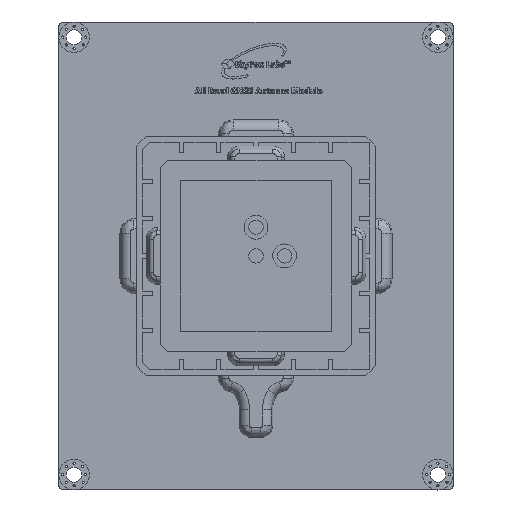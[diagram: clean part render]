
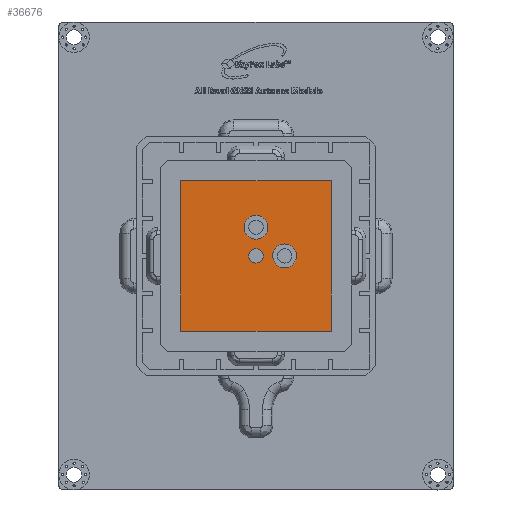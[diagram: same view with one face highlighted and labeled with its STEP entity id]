
A CAD part, top view. The second image highlights one B-rep face of the part: STEP entity #36676.
In plain terms, the highlighted face is planar.
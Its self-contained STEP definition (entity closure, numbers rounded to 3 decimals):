
#485=FACE_BOUND('',#5781,.T.);
#486=FACE_BOUND('',#5782,.T.);
#487=FACE_BOUND('',#5783,.T.);
#1933=PLANE('',#39034);
#3697=FACE_OUTER_BOUND('',#5780,.T.);
#5780=EDGE_LOOP('',(#33125,#33126,#33127,#33128));
#5781=EDGE_LOOP('',(#33129,#33130));
#5782=EDGE_LOOP('',(#33131,#33132));
#5783=EDGE_LOOP('',(#33133,#33134));
#10173=LINE('',#57538,#14811);
#10177=LINE('',#57546,#14815);
#10180=LINE('',#57552,#14818);
#10183=LINE('',#57557,#14821);
#14811=VECTOR('',#47207,1000.);
#14815=VECTOR('',#47213,1000.);
#14818=VECTOR('',#47218,1000.);
#14821=VECTOR('',#47223,1000.);
#15651=CIRCLE('',#39017,1.5);
#15652=CIRCLE('',#39018,1.5);
#15655=CIRCLE('',#39022,2.5);
#15656=CIRCLE('',#39023,2.5);
#15659=CIRCLE('',#39027,2.5);
#15660=CIRCLE('',#39028,2.5);
#18722=VERTEX_POINT('',#57510);
#18723=VERTEX_POINT('',#57512);
#18726=VERTEX_POINT('',#57520);
#18727=VERTEX_POINT('',#57522);
#18730=VERTEX_POINT('',#57530);
#18731=VERTEX_POINT('',#57532);
#18732=VERTEX_POINT('',#57536);
#18733=VERTEX_POINT('',#57537);
#18736=VERTEX_POINT('',#57545);
#18738=VERTEX_POINT('',#57551);
#23604=EDGE_CURVE('',#18722,#18723,#15651,.T.);
#23605=EDGE_CURVE('',#18723,#18722,#15652,.T.);
#23609=EDGE_CURVE('',#18726,#18727,#15655,.T.);
#23610=EDGE_CURVE('',#18727,#18726,#15656,.T.);
#23614=EDGE_CURVE('',#18730,#18731,#15659,.T.);
#23615=EDGE_CURVE('',#18731,#18730,#15660,.T.);
#23616=EDGE_CURVE('',#18732,#18733,#10173,.T.);
#23620=EDGE_CURVE('',#18736,#18732,#10177,.T.);
#23623=EDGE_CURVE('',#18738,#18736,#10180,.T.);
#23626=EDGE_CURVE('',#18733,#18738,#10183,.T.);
#33125=ORIENTED_EDGE('',*,*,#23616,.T.);
#33126=ORIENTED_EDGE('',*,*,#23626,.T.);
#33127=ORIENTED_EDGE('',*,*,#23623,.T.);
#33128=ORIENTED_EDGE('',*,*,#23620,.T.);
#33129=ORIENTED_EDGE('',*,*,#23605,.F.);
#33130=ORIENTED_EDGE('',*,*,#23604,.F.);
#33131=ORIENTED_EDGE('',*,*,#23610,.F.);
#33132=ORIENTED_EDGE('',*,*,#23609,.F.);
#33133=ORIENTED_EDGE('',*,*,#23615,.F.);
#33134=ORIENTED_EDGE('',*,*,#23614,.F.);
#36676=ADVANCED_FACE('',(#3697,#485,#486,#487),#1933,.F.);
#39017=AXIS2_PLACEMENT_3D('',#57513,#47179,#47180);
#39018=AXIS2_PLACEMENT_3D('',#57514,#47181,#47182);
#39022=AXIS2_PLACEMENT_3D('',#57523,#47190,#47191);
#39023=AXIS2_PLACEMENT_3D('',#57524,#47192,#47193);
#39027=AXIS2_PLACEMENT_3D('',#57533,#47201,#47202);
#39028=AXIS2_PLACEMENT_3D('',#57534,#47203,#47204);
#39034=AXIS2_PLACEMENT_3D('',#57560,#47227,#47228);
#47179=DIRECTION('center_axis',(0.,1.,0.));
#47180=DIRECTION('ref_axis',(0.,0.,-1.));
#47181=DIRECTION('center_axis',(0.,1.,0.));
#47182=DIRECTION('ref_axis',(0.,0.,-1.));
#47190=DIRECTION('center_axis',(0.,1.,0.));
#47191=DIRECTION('ref_axis',(0.,0.,-1.));
#47192=DIRECTION('center_axis',(0.,1.,0.));
#47193=DIRECTION('ref_axis',(0.,0.,-1.));
#47201=DIRECTION('center_axis',(0.,1.,0.));
#47202=DIRECTION('ref_axis',(0.,0.,-1.));
#47203=DIRECTION('center_axis',(0.,1.,0.));
#47204=DIRECTION('ref_axis',(0.,0.,-1.));
#47207=DIRECTION('',(0.,0.,1.));
#47213=DIRECTION('',(-1.,0.,0.));
#47218=DIRECTION('',(0.,0.,-1.));
#47223=DIRECTION('',(1.,0.,0.));
#47227=DIRECTION('center_axis',(0.,-1.,0.));
#47228=DIRECTION('ref_axis',(0.,0.,1.));
#57510=CARTESIAN_POINT('',(0.,12.4,1.5));
#57512=CARTESIAN_POINT('',(0.,12.4,-1.5));
#57513=CARTESIAN_POINT('Origin',(0.,12.4,0.));
#57514=CARTESIAN_POINT('Origin',(0.,12.4,0.));
#57520=CARTESIAN_POINT('',(0.,12.4,-3.5));
#57522=CARTESIAN_POINT('',(0.,12.4,-8.5));
#57523=CARTESIAN_POINT('Origin',(0.,12.4,-6.));
#57524=CARTESIAN_POINT('Origin',(0.,12.4,-6.));
#57530=CARTESIAN_POINT('',(-6.,12.4,2.5));
#57532=CARTESIAN_POINT('',(-6.,12.4,-2.5));
#57533=CARTESIAN_POINT('Origin',(-6.,12.4,0.));
#57534=CARTESIAN_POINT('Origin',(-6.,12.4,0.));
#57536=CARTESIAN_POINT('',(-15.75,12.4,-15.75));
#57537=CARTESIAN_POINT('',(-15.75,12.4,15.75));
#57538=CARTESIAN_POINT('',(-15.75,12.4,-15.75));
#57545=CARTESIAN_POINT('',(15.75,12.4,-15.75));
#57546=CARTESIAN_POINT('',(15.75,12.4,-15.75));
#57551=CARTESIAN_POINT('',(15.75,12.4,15.75));
#57552=CARTESIAN_POINT('',(15.75,12.4,-15.75));
#57557=CARTESIAN_POINT('',(15.75,12.4,15.75));
#57560=CARTESIAN_POINT('Origin',(0.,12.4,0.));
